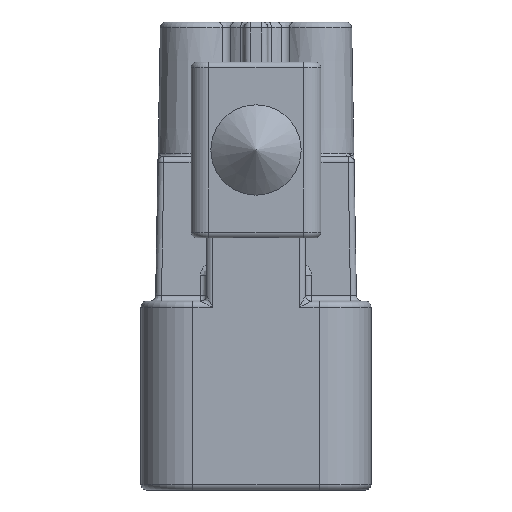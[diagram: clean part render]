
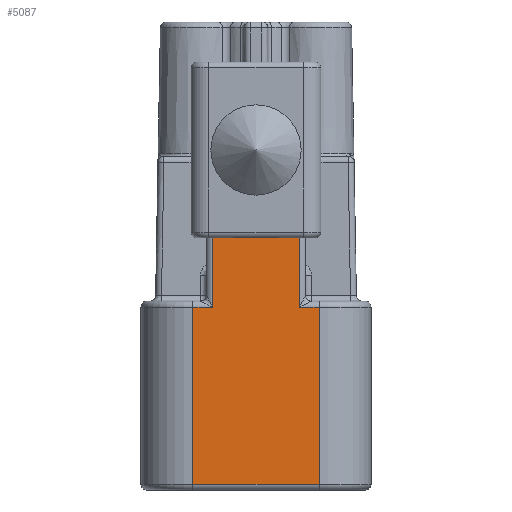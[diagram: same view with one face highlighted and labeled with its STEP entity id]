
A CAD part, front view. The second image highlights one B-rep face of the part: STEP entity #5087.
In plain terms, the highlighted planar face has unit normal (0, -1, 0).
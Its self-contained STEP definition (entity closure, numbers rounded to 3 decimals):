
#401=FACE_OUTER_BOUND('',#741,.T.);
#741=EDGE_LOOP('',(#3509,#3510,#3511,#3512,#3513,#3514,#3515,#3516,#3517,
#3518,#3519,#3520));
#1076=LINE('',#7826,#1443);
#1097=LINE('',#7956,#1464);
#1098=LINE('',#7960,#1465);
#1099=LINE('',#7962,#1466);
#1100=LINE('',#7964,#1467);
#1101=LINE('',#7966,#1468);
#1102=LINE('',#7968,#1469);
#1103=LINE('',#7969,#1470);
#1104=LINE('',#7971,#1471);
#1105=LINE('',#7973,#1472);
#1106=LINE('',#7975,#1473);
#1107=LINE('',#7976,#1474);
#1443=VECTOR('',#6138,10.7);
#1464=VECTOR('',#6261,15.);
#1465=VECTOR('',#6264,4.);
#1466=VECTOR('',#6265,6.4);
#1467=VECTOR('',#6266,1.7);
#1468=VECTOR('',#6267,6.357);
#1469=VECTOR('',#6268,1.65);
#1470=VECTOR('',#6269,15.);
#1471=VECTOR('',#6270,1.65);
#1472=VECTOR('',#6271,6.357);
#1473=VECTOR('',#6272,1.7);
#1474=VECTOR('',#6273,6.4);
#2151=VERTEX_POINT('',#7821);
#2152=VERTEX_POINT('',#7825);
#2179=VERTEX_POINT('',#7954);
#2180=VERTEX_POINT('',#7958);
#2181=VERTEX_POINT('',#7959);
#2182=VERTEX_POINT('',#7961);
#2183=VERTEX_POINT('',#7963);
#2184=VERTEX_POINT('',#7965);
#2185=VERTEX_POINT('',#7967);
#2186=VERTEX_POINT('',#7970);
#2187=VERTEX_POINT('',#7972);
#2188=VERTEX_POINT('',#7974);
#2616=EDGE_CURVE('',#2152,#2151,#1076,.T.);
#2667=EDGE_CURVE('',#2151,#2179,#1097,.T.);
#2668=EDGE_CURVE('',#2180,#2181,#1098,.T.);
#2669=EDGE_CURVE('',#2180,#2182,#1099,.T.);
#2670=EDGE_CURVE('',#2182,#2183,#1100,.T.);
#2671=EDGE_CURVE('',#2183,#2184,#1101,.T.);
#2672=EDGE_CURVE('',#2184,#2185,#1102,.T.);
#2673=EDGE_CURVE('',#2185,#2152,#1103,.T.);
#2674=EDGE_CURVE('',#2179,#2186,#1104,.T.);
#2675=EDGE_CURVE('',#2186,#2187,#1105,.T.);
#2676=EDGE_CURVE('',#2187,#2188,#1106,.T.);
#2677=EDGE_CURVE('',#2188,#2181,#1107,.T.);
#3509=ORIENTED_EDGE('',*,*,#2668,.F.);
#3510=ORIENTED_EDGE('',*,*,#2669,.T.);
#3511=ORIENTED_EDGE('',*,*,#2670,.T.);
#3512=ORIENTED_EDGE('',*,*,#2671,.T.);
#3513=ORIENTED_EDGE('',*,*,#2672,.T.);
#3514=ORIENTED_EDGE('',*,*,#2673,.T.);
#3515=ORIENTED_EDGE('',*,*,#2616,.T.);
#3516=ORIENTED_EDGE('',*,*,#2667,.T.);
#3517=ORIENTED_EDGE('',*,*,#2674,.T.);
#3518=ORIENTED_EDGE('',*,*,#2675,.T.);
#3519=ORIENTED_EDGE('',*,*,#2676,.T.);
#3520=ORIENTED_EDGE('',*,*,#2677,.T.);
#4970=PLANE('',#5489);
#5087=ADVANCED_FACE('',(#401),#4970,.T.);
#5489=AXIS2_PLACEMENT_3D('',#7957,#6262,#6263);
#6138=DIRECTION('',(1.,0.,0.));
#6261=DIRECTION('',(0.,0.,1.));
#6262=DIRECTION('center_axis',(0.,-1.,0.));
#6263=DIRECTION('ref_axis',(-1.,0.,0.));
#6264=DIRECTION('',(1.,0.,0.));
#6265=DIRECTION('',(0.,0.,-1.));
#6266=DIRECTION('',(-1.,0.,0.));
#6267=DIRECTION('',(0.,0.,-1.));
#6268=DIRECTION('',(-1.,0.,0.));
#6269=DIRECTION('',(0.,0.,-1.));
#6270=DIRECTION('',(-1.,0.,0.));
#6271=DIRECTION('',(0.,0.,1.));
#6272=DIRECTION('',(-1.,0.,0.));
#6273=DIRECTION('',(0.,0.,1.));
#7821=CARTESIAN_POINT('',(5.35,-6.4,-14.5));
#7825=CARTESIAN_POINT('',(-5.35,-6.4,-14.5));
#7826=CARTESIAN_POINT('',(-5.35,-6.4,-14.5));
#7954=CARTESIAN_POINT('',(5.35,-6.4,0.5));
#7956=CARTESIAN_POINT('',(5.35,-6.4,-14.5));
#7957=CARTESIAN_POINT('Origin',(5.35,-6.4,0.));
#7958=CARTESIAN_POINT('',(-2.,-6.4,13.257));
#7959=CARTESIAN_POINT('',(2.,-6.4,13.257));
#7960=CARTESIAN_POINT('',(-2.,-6.4,13.257));
#7961=CARTESIAN_POINT('',(-2.,-6.4,6.857));
#7962=CARTESIAN_POINT('',(-2.,-6.4,13.257));
#7963=CARTESIAN_POINT('',(-3.7,-6.4,6.857));
#7964=CARTESIAN_POINT('',(-2.,-6.4,6.857));
#7965=CARTESIAN_POINT('',(-3.7,-6.4,0.5));
#7966=CARTESIAN_POINT('',(-3.7,-6.4,6.857));
#7967=CARTESIAN_POINT('',(-5.35,-6.4,0.5));
#7968=CARTESIAN_POINT('',(-3.7,-6.4,0.5));
#7969=CARTESIAN_POINT('',(-5.35,-6.4,0.5));
#7970=CARTESIAN_POINT('',(3.7,-6.4,0.5));
#7971=CARTESIAN_POINT('',(5.35,-6.4,0.5));
#7972=CARTESIAN_POINT('',(3.7,-6.4,6.857));
#7973=CARTESIAN_POINT('',(3.7,-6.4,0.5));
#7974=CARTESIAN_POINT('',(2.,-6.4,6.857));
#7975=CARTESIAN_POINT('',(3.7,-6.4,6.857));
#7976=CARTESIAN_POINT('',(2.,-6.4,6.857));
